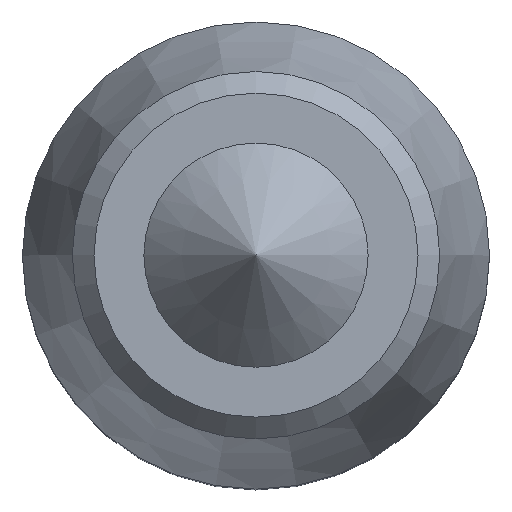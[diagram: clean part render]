
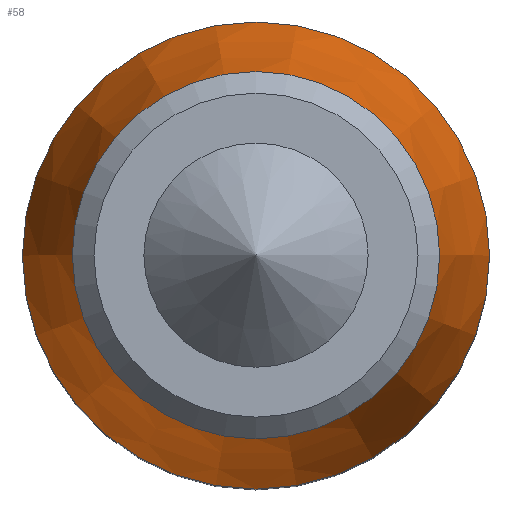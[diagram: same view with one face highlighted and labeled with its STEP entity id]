
A CAD part, top view. The second image highlights one B-rep face of the part: STEP entity #58.
In plain terms, the highlighted conical face has half-angle 14.404 degrees and reference radius 2.54 mm.
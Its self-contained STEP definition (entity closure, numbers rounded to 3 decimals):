
#58=ADVANCED_FACE('',(#92,#93),#65,.T.);
#65=CONICAL_SURFACE('',#532,2.54,14.404);
#92=FACE_BOUND('',#120,.T.);
#93=FACE_BOUND('',#121,.T.);
#120=EDGE_LOOP('',(#148));
#121=EDGE_LOOP('',(#149));
#148=ORIENTED_EDGE('',*,*,#178,.T.);
#149=ORIENTED_EDGE('',*,*,#175,.F.);
#160=VERTEX_POINT('',#710);
#164=VERTEX_POINT('',#720);
#175=EDGE_CURVE('',#160,#160,#189,.T.);
#178=EDGE_CURVE('',#164,#164,#192,.T.);
#189=CIRCLE('',#524,3.229);
#192=CIRCLE('',#530,2.54);
#524=AXIS2_PLACEMENT_3D('',#709,#615,#616);
#530=AXIS2_PLACEMENT_3D('',#719,#627,#628);
#532=AXIS2_PLACEMENT_3D('',#722,#631,#632);
#615=DIRECTION('',(0.,0.,-1.));
#616=DIRECTION('',(-1.,0.,0.));
#627=DIRECTION('',(0.,0.,-1.));
#628=DIRECTION('',(-1.,0.,0.));
#631=DIRECTION('',(0.,0.,-1.));
#632=DIRECTION('',(-1.,0.,0.));
#709=CARTESIAN_POINT('',(0.,0.,77.016));
#710=CARTESIAN_POINT('',(-3.229,0.,77.016));
#719=CARTESIAN_POINT('',(0.,0.,79.7));
#720=CARTESIAN_POINT('',(-2.54,0.,79.7));
#722=CARTESIAN_POINT('',(0.,0.,79.7));
